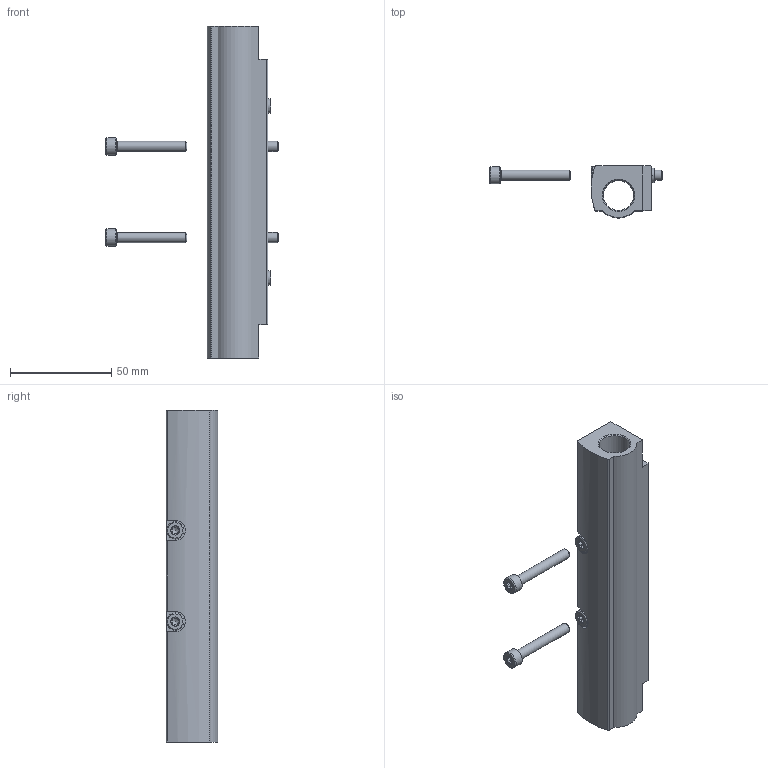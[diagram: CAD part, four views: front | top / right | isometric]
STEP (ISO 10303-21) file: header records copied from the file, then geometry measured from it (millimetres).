
FILE_DESCRIPTION(/* description */ ('STEP AP214'),/* implementation_level */ '2;1');
FILE_NAME(/* name */ '541731_DADP-DGC-32-KF',/* time_stamp */ '2024-08-12T19:51:22+02:00',/* author */ ('License CC BY-ND 4.0'),/* organization */ ('CADENAS'),/* preprocessor_version */ 'ST-DEVELOPER v19.3',/* originating_system */ 'PARTsolutions',/* authorisation */ ' ');
FILE_SCHEMA (('AUTOMOTIVE_DESIGN {1 0 10303 214 3 1 1}'));
Length unit declared in the file: millimetre
Products named in the file (5): 541731 DADP-DGC-32-KF; 541731 DADP-DGC-32-KF---(S); ISO 14579 M5x30(F); 8146544 ZBH-7-B; ISO 14579 M5x35(F)
Assembly tree (7 placements, depth 2):
  541731 DADP-DGC-32-KF
    541731 DADP-DGC-32-KF---(S)
    ISO 14579 M5x30(F)  x2
    8146544 ZBH-7-B  x2
    ISO 14579 M5x35(F)  x2
Bounding box: 85 x 25.5 x 164 mm (x, y, z)
Volume: 78115.2 mm3; surface area: 29921.9 mm2
Topology: 7 solids, 7 shells, 174 faces, 408 edges, 256 vertices
Faces by surface type: cylinder 78, cone 42, plane 38, torus 16
Full cylindrical faces by diameter (mm): 5 x4, 5.5 x2, 7 x1, 8.5 x4, 14.917 x2, 16.3 x1
Entity records: 3295 total; most frequent: CARTESIAN_POINT 818, DIRECTION 468, ORIENTED_EDGE 456, EDGE_CURVE 228, AXIS2_PLACEMENT_3D 192, VERTEX_POINT 162, FACE_BOUND 152, EDGE_LOOP 150
